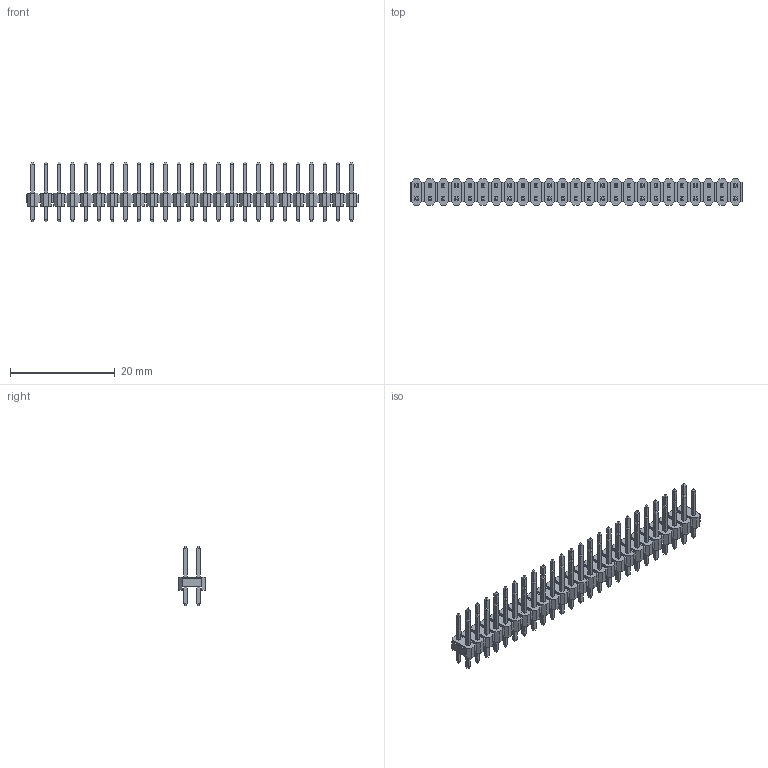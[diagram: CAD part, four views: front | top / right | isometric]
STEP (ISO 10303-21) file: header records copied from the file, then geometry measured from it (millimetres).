
FILE_DESCRIPTION (( 'STEP AP214' ), '1' );
FILE_NAME ('User Library-PLD-xx.STEP', '2017-10-27T08:13:46', ( 'Windows User' ), ( '' ), 'SwSTEP 2.0', 'SolidWorks 2017', '' );
FILE_SCHEMA (( 'AUTOMOTIVE_DESIGN' ));
Length unit declared in the file: millimetre
Products named in the file (1): User Library-PLD-xx
Bounding box: 63.5 x 5 x 11.4 mm (x, y, z)
Volume: 735.3 mm3; surface area: 2216.4 mm2
Topology: 1 solids, 2 shells, 1312 faces, 3024 edges, 1816 vertices
Faces by surface type: plane 1312
Entity records: 49972 total; most frequent: CARTESIAN_POINT 6153, ORIENTED_EDGE 6048, DIRECTION 5650, LINE 3024, EDGE_CURVE 3024, VECTOR 3024, VERTEX_POINT 1816, EDGE_LOOP 1412
